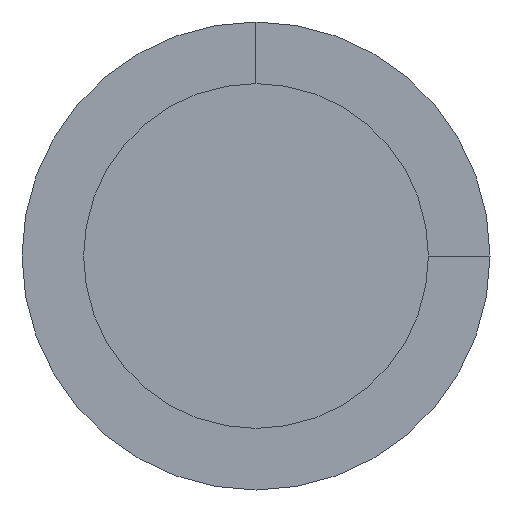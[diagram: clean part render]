
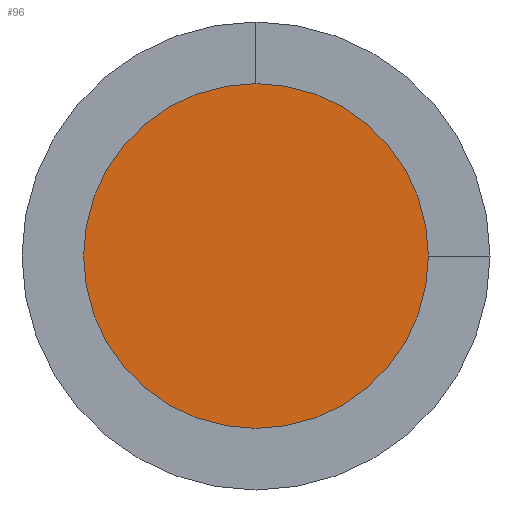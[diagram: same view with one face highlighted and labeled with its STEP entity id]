
A CAD part, left-side view. The second image highlights one B-rep face of the part: STEP entity #96.
In plain terms, the highlighted planar face has unit normal (-1, 0, 0).
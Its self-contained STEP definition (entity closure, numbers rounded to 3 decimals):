
#96=ADVANCED_FACE('',(#120),#114,.F.);
#114=PLANE('',#267);
#120=FACE_OUTER_BOUND('',#130,.T.);
#130=EDGE_LOOP('',(#156));
#156=ORIENTED_EDGE('',*,*,#223,.T.);
#206=VERTEX_POINT('',#383);
#223=EDGE_CURVE('',#206,#206,#248,.T.);
#248=CIRCLE('',#266,14.077);
#266=AXIS2_PLACEMENT_3D('',#382,#303,#304);
#267=AXIS2_PLACEMENT_3D('',#384,#305,#306);
#303=DIRECTION('',(-1.,0.,0.));
#304=DIRECTION('',(0.,0.,1.));
#305=DIRECTION('',(1.,0.,0.));
#306=DIRECTION('',(0.,0.,-1.));
#382=CARTESIAN_POINT('',(0.5,0.,0.));
#383=CARTESIAN_POINT('',(0.5,0.,14.077));
#384=CARTESIAN_POINT('',(0.5,0.,0.));
